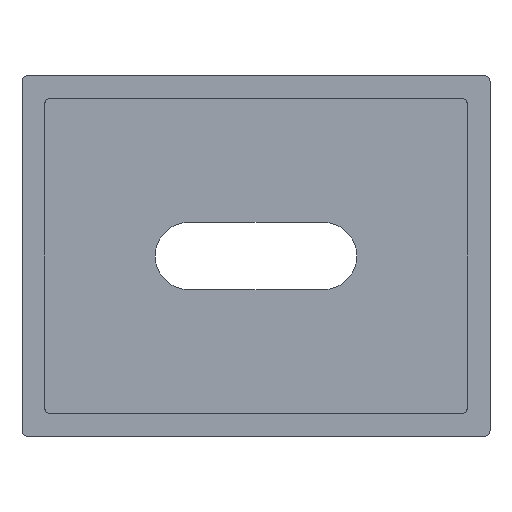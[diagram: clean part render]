
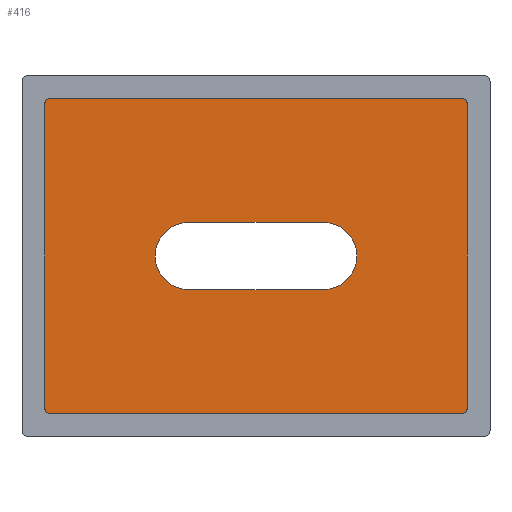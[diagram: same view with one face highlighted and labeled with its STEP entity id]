
A CAD part, front view. The second image highlights one B-rep face of the part: STEP entity #416.
In plain terms, the highlighted planar face has unit normal (0, -1, 0).
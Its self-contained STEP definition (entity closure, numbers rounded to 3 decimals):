
#15=FACE_BOUND('',#61,.T.);
#21=PLANE('',#453);
#37=FACE_OUTER_BOUND('',#60,.T.);
#60=EDGE_LOOP('',(#304,#305,#306,#307,#308,#309,#310,#311));
#61=EDGE_LOOP('',(#312,#313,#314,#315));
#82=LINE('',#624,#122);
#86=LINE('',#635,#126);
#90=LINE('',#648,#130);
#93=LINE('',#654,#133);
#94=LINE('',#658,#134);
#95=LINE('',#662,#135);
#122=VECTOR('',#496,10.);
#126=VECTOR('',#508,10.);
#130=VECTOR('',#520,10.);
#133=VECTOR('',#525,10.);
#134=VECTOR('',#528,10.);
#135=VECTOR('',#531,10.);
#160=CIRCLE('',#442,12.5);
#162=CIRCLE('',#446,12.5);
#164=CIRCLE('',#450,2.);
#166=CIRCLE('',#454,2.);
#167=CIRCLE('',#455,2.);
#168=CIRCLE('',#456,2.);
#180=VERTEX_POINT('',#614);
#181=VERTEX_POINT('',#615);
#184=VERTEX_POINT('',#623);
#186=VERTEX_POINT('',#629);
#188=VERTEX_POINT('',#638);
#189=VERTEX_POINT('',#639);
#192=VERTEX_POINT('',#647);
#194=VERTEX_POINT('',#653);
#195=VERTEX_POINT('',#655);
#196=VERTEX_POINT('',#657);
#197=VERTEX_POINT('',#659);
#198=VERTEX_POINT('',#661);
#220=EDGE_CURVE('',#180,#181,#160,.T.);
#224=EDGE_CURVE('',#181,#184,#82,.T.);
#227=EDGE_CURVE('',#184,#186,#162,.T.);
#230=EDGE_CURVE('',#186,#180,#86,.T.);
#232=EDGE_CURVE('',#188,#189,#164,.T.);
#236=EDGE_CURVE('',#192,#189,#90,.T.);
#239=EDGE_CURVE('',#188,#194,#93,.T.);
#240=EDGE_CURVE('',#195,#194,#166,.T.);
#241=EDGE_CURVE('',#195,#196,#94,.T.);
#242=EDGE_CURVE('',#197,#196,#167,.T.);
#243=EDGE_CURVE('',#197,#198,#95,.T.);
#244=EDGE_CURVE('',#192,#198,#168,.T.);
#304=ORIENTED_EDGE('',*,*,#232,.F.);
#305=ORIENTED_EDGE('',*,*,#239,.T.);
#306=ORIENTED_EDGE('',*,*,#240,.F.);
#307=ORIENTED_EDGE('',*,*,#241,.T.);
#308=ORIENTED_EDGE('',*,*,#242,.F.);
#309=ORIENTED_EDGE('',*,*,#243,.T.);
#310=ORIENTED_EDGE('',*,*,#244,.F.);
#311=ORIENTED_EDGE('',*,*,#236,.T.);
#312=ORIENTED_EDGE('',*,*,#227,.T.);
#313=ORIENTED_EDGE('',*,*,#230,.T.);
#314=ORIENTED_EDGE('',*,*,#220,.T.);
#315=ORIENTED_EDGE('',*,*,#224,.T.);
#416=ADVANCED_FACE('',(#37,#15),#21,.T.);
#442=AXIS2_PLACEMENT_3D('',#616,#488,#489);
#446=AXIS2_PLACEMENT_3D('',#630,#501,#502);
#450=AXIS2_PLACEMENT_3D('',#640,#512,#513);
#453=AXIS2_PLACEMENT_3D('',#652,#523,#524);
#454=AXIS2_PLACEMENT_3D('',#656,#526,#527);
#455=AXIS2_PLACEMENT_3D('',#660,#529,#530);
#456=AXIS2_PLACEMENT_3D('',#663,#532,#533);
#488=DIRECTION('center_axis',(0.,1.,0.));
#489=DIRECTION('ref_axis',(0.,0.,-1.));
#496=DIRECTION('',(1.,0.,0.));
#501=DIRECTION('center_axis',(0.,1.,0.));
#502=DIRECTION('ref_axis',(0.,0.,1.));
#508=DIRECTION('',(-1.,0.,0.));
#512=DIRECTION('center_axis',(0.,1.,0.));
#513=DIRECTION('ref_axis',(0.707,0.,-0.707));
#520=DIRECTION('',(1.,0.,0.));
#523=DIRECTION('center_axis',(0.,-1.,0.));
#524=DIRECTION('ref_axis',(0.,0.,-1.));
#525=DIRECTION('',(0.,0.,1.));
#526=DIRECTION('center_axis',(0.,1.,0.));
#527=DIRECTION('ref_axis',(0.707,0.,0.707));
#528=DIRECTION('',(-1.,0.,0.));
#529=DIRECTION('center_axis',(0.,1.,0.));
#530=DIRECTION('ref_axis',(-0.707,0.,0.707));
#531=DIRECTION('',(0.,0.,-1.));
#532=DIRECTION('center_axis',(0.,1.,0.));
#533=DIRECTION('ref_axis',(-0.707,0.,-0.707));
#614=CARTESIAN_POINT('',(-25.,-17.,-12.5));
#615=CARTESIAN_POINT('',(-25.,-17.,12.5));
#616=CARTESIAN_POINT('Origin',(-25.,-17.,0.));
#623=CARTESIAN_POINT('',(25.,-17.,12.5));
#624=CARTESIAN_POINT('',(12.5,-17.,12.5));
#629=CARTESIAN_POINT('',(25.,-17.,-12.5));
#630=CARTESIAN_POINT('Origin',(25.,-17.,0.));
#635=CARTESIAN_POINT('',(-12.5,-17.,-12.5));
#638=CARTESIAN_POINT('',(78.55,-17.,-56.55));
#639=CARTESIAN_POINT('',(76.55,-17.,-58.55));
#640=CARTESIAN_POINT('Origin',(76.55,-17.,-56.55));
#647=CARTESIAN_POINT('',(-76.55,-17.,-58.55));
#648=CARTESIAN_POINT('',(39.275,-17.,-58.55));
#652=CARTESIAN_POINT('Origin',(0.,-17.,0.));
#653=CARTESIAN_POINT('',(78.55,-17.,56.55));
#654=CARTESIAN_POINT('',(78.55,-17.,29.275));
#655=CARTESIAN_POINT('',(76.55,-17.,58.55));
#656=CARTESIAN_POINT('Origin',(76.55,-17.,56.55));
#657=CARTESIAN_POINT('',(-76.55,-17.,58.55));
#658=CARTESIAN_POINT('',(-39.275,-17.,58.55));
#659=CARTESIAN_POINT('',(-78.55,-17.,56.55));
#660=CARTESIAN_POINT('Origin',(-76.55,-17.,56.55));
#661=CARTESIAN_POINT('',(-78.55,-17.,-56.55));
#662=CARTESIAN_POINT('',(-78.55,-17.,-29.275));
#663=CARTESIAN_POINT('Origin',(-76.55,-17.,-56.55));
